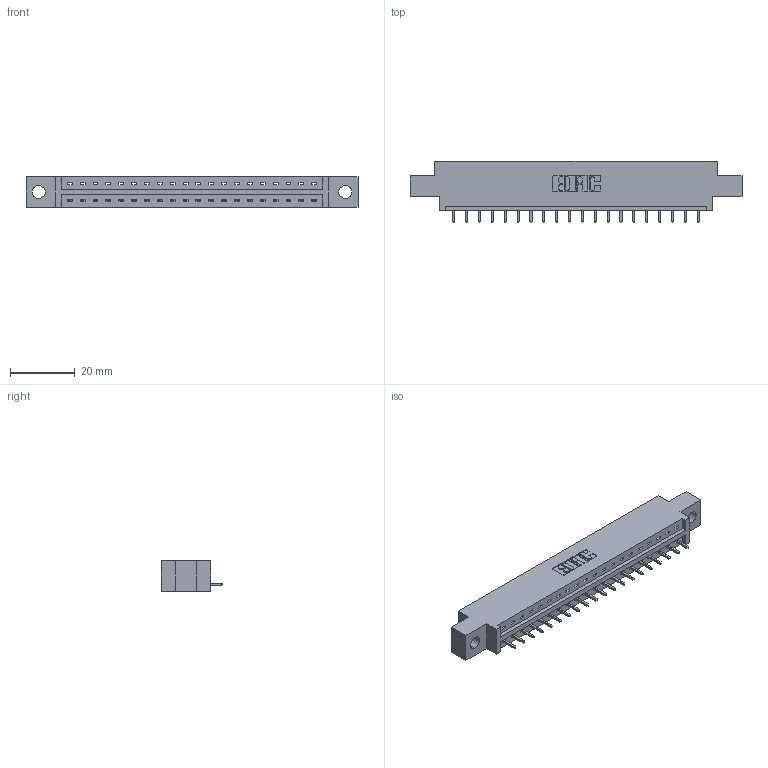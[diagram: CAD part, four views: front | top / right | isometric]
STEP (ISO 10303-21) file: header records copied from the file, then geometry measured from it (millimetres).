
FILE_DESCRIPTION (( 'STEP AP203' ), '1' );
FILE_NAME ('387-020-521-604.STEP', '2019-10-02T22:14:29', ( '' ), ( '' ), 'SwSTEP 2.0', 'SolidWorks 2016', '' );
FILE_SCHEMA (( 'CONFIG_CONTROL_DESIGN' ));
Length unit declared in the file: inch
Products named in the file (3): 337 Part_0.170 Offset - 0.156 Dia-TH; 387-020-521-604; 345-292-001_345-293-121
Assembly tree (21 placements, depth 2):
  387-020-521-604
    337 Part_0.170 Offset - 0.156 Dia-TH
    345-292-001_345-293-121  x20
Bounding box: 102.26 x 19.06 x 9.4 mm (x, y, z)
Volume: 10090.7 mm3; surface area: 9955.6 mm2
Topology: 21 solids, 21 shells, 1358 faces, 4083 edges, 2694 vertices
Faces by surface type: plane 994, cylinder 364
Entity records: 17865 total; most frequent: CARTESIAN_POINT 3118, ORIENTED_EDGE 3074, DIRECTION 2669, EDGE_CURVE 1537, VECTOR 1409, LINE 1409, VERTEX_POINT 1022, AXIS2_PLACEMENT_3D 630
